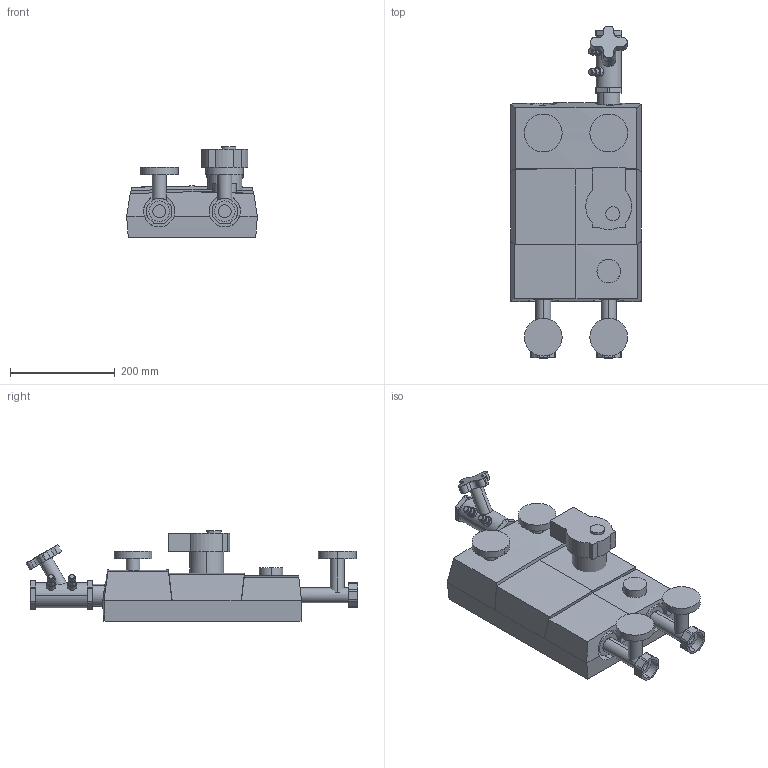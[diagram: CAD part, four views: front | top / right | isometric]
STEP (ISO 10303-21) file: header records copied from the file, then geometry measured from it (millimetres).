
FILE_DESCRIPTION (( 'STEP AP214' ), '1' );
FILE_NAME ('GRA261 DN32 61047200.STEP', '2026-02-27T12:59:11', ( '' ), ( '' ), 'SwSTEP 2.0', 'SolidWorks 2025', '' );
FILE_SCHEMA (( 'AUTOMOTIVE_DESIGN' ));
Length unit declared in the file: millimetre
Products named in the file (1): GRA261 DN32 61047200
Bounding box: 250 x 633.45 x 173 mm (x, y, z)
Volume: 9435062.3 mm3; surface area: 617944.9 mm2
Topology: 6 solids, 6 shells, 353 faces, 898 edges, 588 vertices
Faces by surface type: cylinder 171, plane 164, torus 10, cone 8
Entity records: 15931 total; most frequent: CARTESIAN_POINT 3454, DIRECTION 1868, ORIENTED_EDGE 1796, EDGE_CURVE 898, AXIS2_PLACEMENT_3D 690, VERTEX_POINT 588, LINE 488, VECTOR 488
